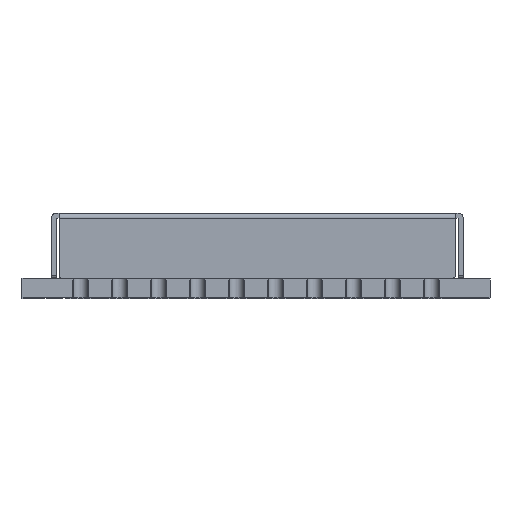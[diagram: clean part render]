
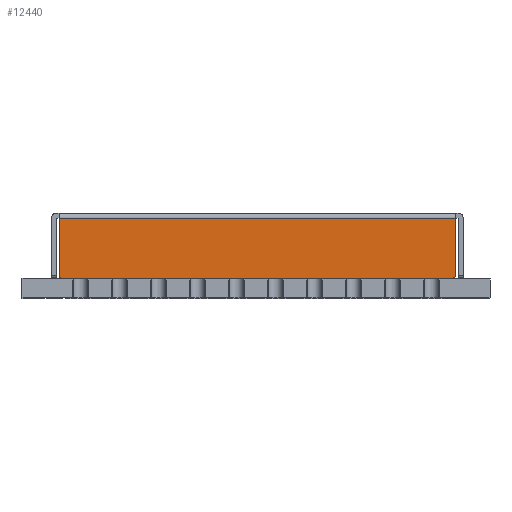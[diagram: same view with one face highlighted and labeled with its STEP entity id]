
A CAD part, front view. The second image highlights one B-rep face of the part: STEP entity #12440.
In plain terms, the highlighted planar face has unit normal (0, -1, 0).
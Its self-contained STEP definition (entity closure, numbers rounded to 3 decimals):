
#223 = CARTESIAN_POINT ( 'NONE',  ( 0., 0., 2.3 ) ) ;
#1326 = EDGE_CURVE ( 'NONE', #54344, #58315, #56111, .T. ) ;
#2342 = DIRECTION ( 'NONE',  ( 1., 0., 0. ) ) ;
#2968 = ORIENTED_EDGE ( 'NONE', *, *, #104908, .T. ) ;
#4054 = DIRECTION ( 'NONE',  ( 0., 0., 1. ) ) ;
#10400 = ORIENTED_EDGE ( 'NONE', *, *, #116095, .T. ) ;
#11929 = CIRCLE ( 'NONE', #91182, 0.1 ) ;
#12440 = ADVANCED_FACE ( 'NONE', ( #29806 ), #73113, .F. ) ;
#18490 = ORIENTED_EDGE ( 'NONE', *, *, #84996, .T. ) ;
#19255 = DIRECTION ( 'NONE',  ( 0., 1., 0. ) ) ;
#23217 = CARTESIAN_POINT ( 'NONE',  ( 0.3, 0., 0. ) ) ;
#27562 = CARTESIAN_POINT ( 'NONE',  ( 15.54, 0., 0.1 ) ) ;
#29334 = VECTOR ( 'NONE', #43304, 1000. ) ;
#29806 = FACE_OUTER_BOUND ( 'NONE', #34291, .T. ) ;
#33859 = DIRECTION ( 'NONE',  ( 0., 0., 1. ) ) ;
#34291 = EDGE_LOOP ( 'NONE', ( #48521, #10400, #2968, #18490, #94314, #53784 ) ) ;
#43304 = DIRECTION ( 'NONE',  ( -1., 0., 0. ) ) ;
#43763 = EDGE_CURVE ( 'NONE', #88281, #118936, #120274, .T. ) ;
#48521 = ORIENTED_EDGE ( 'NONE', *, *, #1326, .T. ) ;
#52969 = LINE ( 'NONE', #96214, #89009 ) ;
#53784 = ORIENTED_EDGE ( 'NONE', *, *, #96606, .T. ) ;
#54344 = VERTEX_POINT ( 'NONE', #88557 ) ;
#56099 = CARTESIAN_POINT ( 'NONE',  ( 0.3, 0., 2.3 ) ) ;
#56111 = LINE ( 'NONE', #99322, #65187 ) ;
#57848 = CARTESIAN_POINT ( 'NONE',  ( 0.4, 0., 0.1 ) ) ;
#58315 = VERTEX_POINT ( 'NONE', #125437 ) ;
#62433 = DIRECTION ( 'NONE',  ( 0., 0., 1. ) ) ;
#65187 = VECTOR ( 'NONE', #2342, 1000. ) ;
#66476 = DIRECTION ( 'NONE',  ( 0., 0., 1. ) ) ;
#66601 = VERTEX_POINT ( 'NONE', #67941 ) ;
#67941 = CARTESIAN_POINT ( 'NONE',  ( 15.54, 0., 2.3 ) ) ;
#72128 = AXIS2_PLACEMENT_3D ( 'NONE', #57848, #101056, #4054 ) ;
#73113 = PLANE ( 'NONE',  #82569 ) ;
#82569 = AXIS2_PLACEMENT_3D ( 'NONE', #116288, #19255, #62433 ) ;
#84996 = EDGE_CURVE ( 'NONE', #66601, #118936, #97211, .T. ) ;
#85651 = VECTOR ( 'NONE', #66476, 1000. ) ;
#87827 = CARTESIAN_POINT ( 'NONE',  ( 15.44, 0., 0.1 ) ) ;
#88281 = VERTEX_POINT ( 'NONE', #128349 ) ;
#88557 = CARTESIAN_POINT ( 'NONE',  ( 0.4, 0., 0. ) ) ;
#89009 = VECTOR ( 'NONE', #139157, 1000. ) ;
#91182 = AXIS2_PLACEMENT_3D ( 'NONE', #87827, #130876, #33859 ) ;
#92877 = VERTEX_POINT ( 'NONE', #27562 ) ;
#94314 = ORIENTED_EDGE ( 'NONE', *, *, #43763, .F. ) ;
#96214 = CARTESIAN_POINT ( 'NONE',  ( 15.54, 0., 0. ) ) ;
#96606 = EDGE_CURVE ( 'NONE', #88281, #54344, #133034, .T. ) ;
#97211 = LINE ( 'NONE', #223, #29334 ) ;
#99322 = CARTESIAN_POINT ( 'NONE',  ( 0., 0., 0. ) ) ;
#101056 = DIRECTION ( 'NONE',  ( 0., -1., 0. ) ) ;
#104908 = EDGE_CURVE ( 'NONE', #92877, #66601, #52969, .T. ) ;
#116095 = EDGE_CURVE ( 'NONE', #58315, #92877, #11929, .T. ) ;
#116288 = CARTESIAN_POINT ( 'NONE',  ( 0., 0., 2.5 ) ) ;
#118936 = VERTEX_POINT ( 'NONE', #56099 ) ;
#120274 = LINE ( 'NONE', #23217, #85651 ) ;
#125437 = CARTESIAN_POINT ( 'NONE',  ( 15.44, 0., 0. ) ) ;
#128349 = CARTESIAN_POINT ( 'NONE',  ( 0.3, 0., 0.1 ) ) ;
#130876 = DIRECTION ( 'NONE',  ( 0., -1., 0. ) ) ;
#133034 = CIRCLE ( 'NONE', #72128, 0.1 ) ;
#139157 = DIRECTION ( 'NONE',  ( 0., 0., 1. ) ) ;
